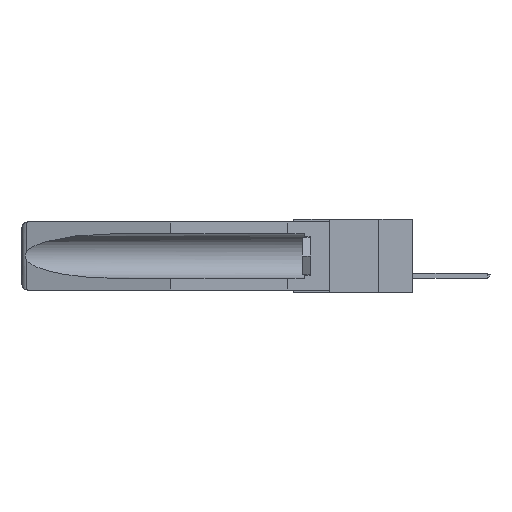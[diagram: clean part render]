
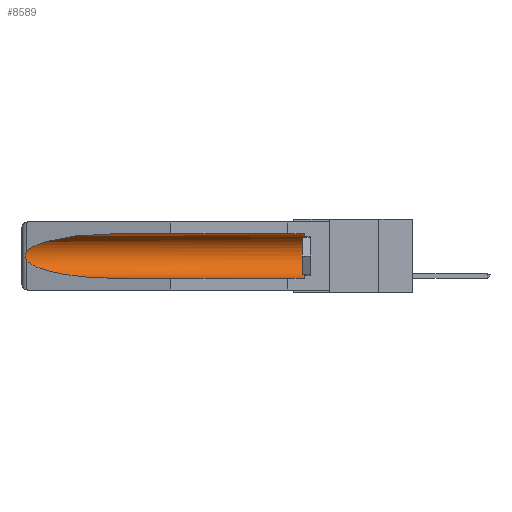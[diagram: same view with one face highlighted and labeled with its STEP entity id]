
A CAD part, left-side view. The second image highlights one B-rep face of the part: STEP entity #8589.
In plain terms, the highlighted cylindrical face has radius 2.857 mm (diameter 5.715 mm), a partial arc.
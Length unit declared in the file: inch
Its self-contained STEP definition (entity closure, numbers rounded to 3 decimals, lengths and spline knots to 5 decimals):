
#868 = ORIENTED_EDGE ( 'NONE', *, *, #19066, .T. ) ;
#1483 = CARTESIAN_POINT ( 'NONE',  ( 0.155, 1.07973, -0.284 ) ) ;
#3002 = CARTESIAN_POINT ( 'NONE',  ( 0.26537, 1.52718, -0.19328 ) ) ;
#3385 = CARTESIAN_POINT ( 'NONE',  ( 0.21114, 1.30732, -0.059 ) ) ;
#3684 = AXIS2_PLACEMENT_3D ( 'NONE', #25476, #18845, #5476 ) ;
#4785 = CARTESIAN_POINT ( 'NONE',  ( 0.26537, 1.52718, -0.14972 ) ) ;
#5387 = CARTESIAN_POINT ( 'NONE',  ( 0.2673, 1.5327, -0.16383 ) ) ;
#5476 = DIRECTION ( 'NONE',  ( 0., 0., 1. ) ) ;
#5802 = B_SPLINE_CURVE_WITH_KNOTS ( 'NONE', 3,
 ( #18945, #27452, #20810, #5387, #21010, #11817, #14063, #7438, #20906, #18848 ),
 .UNSPECIFIED., .F., .F.,
 ( 4, 2, 2, 2, 4 ),
 ( 0., 0.00029, 0.00058, 0.00087, 0.00117 ),
 .UNSPECIFIED. ) ;
#6375 = CYLINDRICAL_SURFACE ( 'NONE', #3684, 0.1125 ) ;
#6851 = CARTESIAN_POINT ( 'NONE',  ( 0.155, 0.126, -0.1715 ) ) ;
#7438 = CARTESIAN_POINT ( 'NONE',  ( 0.26655, 1.53094, -0.18657 ) ) ;
#7637 = CARTESIAN_POINT ( 'NONE',  ( 0.155, 0.126, -0.059 ) ) ;
#8093 = CARTESIAN_POINT ( 'NONE',  ( 0.26537, 1.52718, -0.19328 ) ) ;
#8456 = ORIENTED_EDGE ( 'NONE', *, *, #25562, .F. ) ;
#8589 = ADVANCED_FACE ( 'NONE', ( #28050 ), #6375, .F. ) ;
#9264 = CARTESIAN_POINT ( 'NONE',  ( 0.155, 1.07973, -0.284 ) ) ;
#9313 = CARTESIAN_POINT ( 'NONE',  ( 0.155, 0.126, -0.284 ) ) ;
#9838 = CARTESIAN_POINT ( 'NONE',  ( 0.26537, 1.52718, -0.14972 ) ) ;
#11114 = VERTEX_POINT ( 'NONE', #4785 ) ;
#11347 = DIRECTION ( 'NONE',  ( 0., -1., 0. ) ) ;
#11817 = CARTESIAN_POINT ( 'NONE',  ( 0.2675, 1.53308, -0.17534 ) ) ;
#11974 = CARTESIAN_POINT ( 'NONE',  ( 0.21114, 1.30732, -0.284 ) ) ;
#14039 = VERTEX_POINT ( 'NONE', #9313 ) ;
#14063 = CARTESIAN_POINT ( 'NONE',  ( 0.2673, 1.53269, -0.17917 ) ) ;
#14156 = AXIS2_PLACEMENT_3D ( 'NONE', #6851, #11347, #26971 ) ;
#15295 = EDGE_CURVE ( 'NONE', #11114, #22807, #5802, .T. ) ;
#15677 = CARTESIAN_POINT ( 'NONE',  ( 0.25451, 1.48313, -0.24835 ) ) ;
#16196 = VECTOR ( 'NONE', #28933, 39.37008 ) ;
#17507 = DIRECTION ( 'NONE',  ( 0., 1., 0. ) ) ;
#17820 = ORIENTED_EDGE ( 'NONE', *, *, #22279, .T. ) ;
#17893 = EDGE_LOOP ( 'NONE', ( #22939, #20147, #868, #8456, #28042, #17820 ) ) ;
#18799 = CARTESIAN_POINT ( 'NONE',  ( 0.155, 1.07973, -0.059 ) ) ;
#18845 = DIRECTION ( 'NONE',  ( 0., 1., 0. ) ) ;
#18848 = CARTESIAN_POINT ( 'NONE',  ( 0.26537, 1.52718, -0.19328 ) ) ;
#18945 = CARTESIAN_POINT ( 'NONE',  ( 0.26537, 1.52718, -0.14972 ) ) ;
#19066 = EDGE_CURVE ( 'NONE', #22807, #23294, #19221, .T. ) ;
#19117 = VECTOR ( 'NONE', #17507, 39.37008 ) ;
#19221 =( BOUNDED_CURVE ( )  B_SPLINE_CURVE ( 3, ( #3002, #15677, #11974, #9264 ),
 .UNSPECIFIED., .F., .F. ) 
 B_SPLINE_CURVE_WITH_KNOTS ( ( 4, 4 ),
 ( 0.1948, 1.5708 ),
 .UNSPECIFIED. ) 
 CURVE ( )  GEOMETRIC_REPRESENTATION_ITEM ( )  RATIONAL_B_SPLINE_CURVE ( ( 1., 0.848, 0.848, 1. ) ) 
 REPRESENTATION_ITEM ( '' )  );
#20147 = ORIENTED_EDGE ( 'NONE', *, *, #15295, .T. ) ;
#20810 = CARTESIAN_POINT ( 'NONE',  ( 0.26654, 1.53092, -0.15636 ) ) ;
#20906 = CARTESIAN_POINT ( 'NONE',  ( 0.26597, 1.5296, -0.19026 ) ) ;
#21010 = CARTESIAN_POINT ( 'NONE',  ( 0.2675, 1.53308, -0.16763 ) ) ;
#21021 =( BOUNDED_CURVE ( )  B_SPLINE_CURVE ( 3, ( #23211, #3385, #25543, #9838 ),
 .UNSPECIFIED., .F., .F. ) 
 B_SPLINE_CURVE_WITH_KNOTS ( ( 4, 4 ),
 ( 4.71239, 6.08839 ),
 .UNSPECIFIED. ) 
 CURVE ( )  GEOMETRIC_REPRESENTATION_ITEM ( )  RATIONAL_B_SPLINE_CURVE ( ( 1., 0.848, 0.848, 1. ) ) 
 REPRESENTATION_ITEM ( '' )  );
#21426 = EDGE_CURVE ( 'NONE', #25052, #11114, #21021, .T. ) ;
#21604 = CARTESIAN_POINT ( 'NONE',  ( 0.155, -0.30754, -0.059 ) ) ;
#22224 = CARTESIAN_POINT ( 'NONE',  ( 0.155, -0.30754, -0.284 ) ) ;
#22279 = EDGE_CURVE ( 'NONE', #24106, #25052, #25388, .T. ) ;
#22807 = VERTEX_POINT ( 'NONE', #8093 ) ;
#22939 = ORIENTED_EDGE ( 'NONE', *, *, #21426, .T. ) ;
#23211 = CARTESIAN_POINT ( 'NONE',  ( 0.155, 1.07973, -0.059 ) ) ;
#23294 = VERTEX_POINT ( 'NONE', #1483 ) ;
#23942 = EDGE_CURVE ( 'NONE', #14039, #24106, #25980, .T. ) ;
#24106 = VERTEX_POINT ( 'NONE', #7637 ) ;
#24934 = LINE ( 'NONE', #22224, #16196 ) ;
#25052 = VERTEX_POINT ( 'NONE', #18799 ) ;
#25388 = LINE ( 'NONE', #21604, #19117 ) ;
#25476 = CARTESIAN_POINT ( 'NONE',  ( 0.155, -0.30754, -0.1715 ) ) ;
#25543 = CARTESIAN_POINT ( 'NONE',  ( 0.25451, 1.48313, -0.09465 ) ) ;
#25562 = EDGE_CURVE ( 'NONE', #14039, #23294, #24934, .T. ) ;
#25980 = CIRCLE ( 'NONE', #14156, 0.1125 ) ;
#26971 = DIRECTION ( 'NONE',  ( 0., 0., 1. ) ) ;
#27452 = CARTESIAN_POINT ( 'NONE',  ( 0.26597, 1.52961, -0.15275 ) ) ;
#28042 = ORIENTED_EDGE ( 'NONE', *, *, #23942, .T. ) ;
#28050 = FACE_OUTER_BOUND ( 'NONE', #17893, .T. ) ;
#28933 = DIRECTION ( 'NONE',  ( 0., 1., 0. ) ) ;
